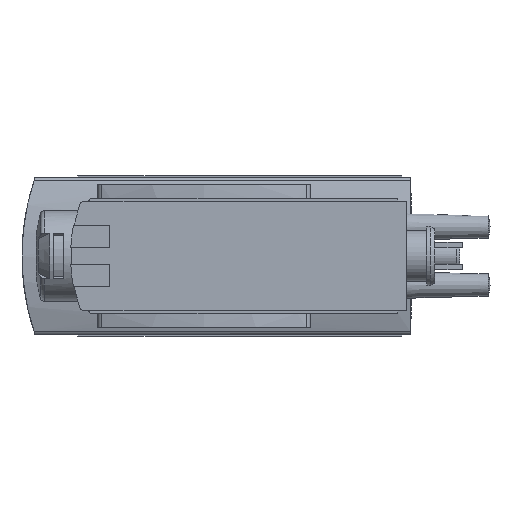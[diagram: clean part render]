
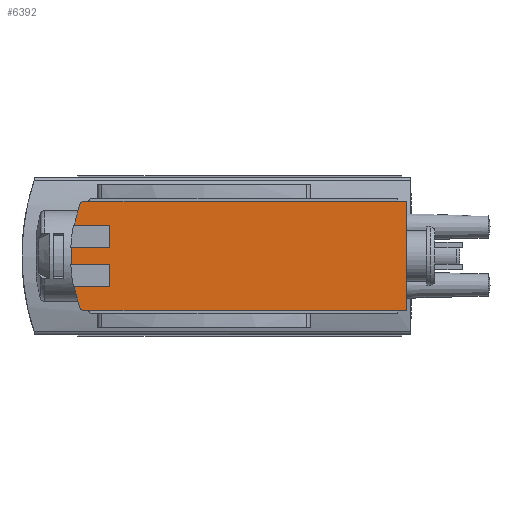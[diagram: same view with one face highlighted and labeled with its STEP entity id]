
A CAD part, left-side view. The second image highlights one B-rep face of the part: STEP entity #6392.
In plain terms, the highlighted face is planar.
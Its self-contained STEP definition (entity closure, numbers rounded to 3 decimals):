
#114=PLANE('',#6902);
#363=CIRCLE('',#6846,15.);
#365=CIRCLE('',#6848,15.);
#367=CIRCLE('',#6850,15.);
#399=CIRCLE('',#6903,0.5);
#400=CIRCLE('',#6904,0.5);
#777=LINE('',#10075,#1301);
#778=LINE('',#10077,#1302);
#779=LINE('',#10079,#1303);
#780=LINE('',#10080,#1304);
#781=LINE('',#10082,#1305);
#782=LINE('',#10084,#1306);
#783=LINE('',#10087,#1307);
#784=LINE('',#10089,#1308);
#785=LINE('',#10091,#1309);
#1301=VECTOR('',#7849,1000.);
#1302=VECTOR('',#7850,1000.);
#1303=VECTOR('',#7851,1000.);
#1304=VECTOR('',#7852,1000.);
#1305=VECTOR('',#7853,1000.);
#1306=VECTOR('',#7854,1000.);
#1307=VECTOR('',#7857,1000.);
#1308=VECTOR('',#7858,1000.);
#1309=VECTOR('',#7859,1000.);
#1954=ORIENTED_EDGE('',*,*,#3734,.F.);
#1955=ORIENTED_EDGE('',*,*,#3735,.F.);
#1956=ORIENTED_EDGE('',*,*,#3736,.F.);
#1957=ORIENTED_EDGE('',*,*,#3626,.F.);
#1958=ORIENTED_EDGE('',*,*,#3737,.F.);
#1959=ORIENTED_EDGE('',*,*,#3738,.F.);
#1960=ORIENTED_EDGE('',*,*,#3739,.F.);
#1961=ORIENTED_EDGE('',*,*,#3622,.F.);
#1962=ORIENTED_EDGE('',*,*,#3740,.F.);
#1963=ORIENTED_EDGE('',*,*,#3741,.F.);
#1964=ORIENTED_EDGE('',*,*,#3742,.F.);
#1965=ORIENTED_EDGE('',*,*,#3743,.F.);
#1966=ORIENTED_EDGE('',*,*,#3744,.F.);
#1967=ORIENTED_EDGE('',*,*,#3618,.F.);
#3618=EDGE_CURVE('',#4522,#4524,#363,.T.);
#3622=EDGE_CURVE('',#4527,#4528,#365,.T.);
#3626=EDGE_CURVE('',#4531,#4532,#367,.T.);
#3734=EDGE_CURVE('',#4616,#4522,#777,.T.);
#3735=EDGE_CURVE('',#4617,#4616,#778,.T.);
#3736=EDGE_CURVE('',#4532,#4617,#779,.T.);
#3737=EDGE_CURVE('',#4618,#4531,#780,.T.);
#3738=EDGE_CURVE('',#4619,#4618,#781,.T.);
#3739=EDGE_CURVE('',#4528,#4619,#782,.T.);
#3740=EDGE_CURVE('',#4620,#4527,#399,.T.);
#3741=EDGE_CURVE('',#4621,#4620,#783,.T.);
#3742=EDGE_CURVE('',#4622,#4621,#784,.T.);
#3743=EDGE_CURVE('',#4623,#4622,#785,.T.);
#3744=EDGE_CURVE('',#4524,#4623,#400,.T.);
#4522=VERTEX_POINT('',#9830);
#4524=VERTEX_POINT('',#9833);
#4527=VERTEX_POINT('',#9839);
#4528=VERTEX_POINT('',#9841);
#4531=VERTEX_POINT('',#9847);
#4532=VERTEX_POINT('',#9849);
#4616=VERTEX_POINT('',#10076);
#4617=VERTEX_POINT('',#10078);
#4618=VERTEX_POINT('',#10081);
#4619=VERTEX_POINT('',#10083);
#4620=VERTEX_POINT('',#10086);
#4621=VERTEX_POINT('',#10088);
#4622=VERTEX_POINT('',#10090);
#4623=VERTEX_POINT('',#10092);
#5158=EDGE_LOOP('',(#1954,#1955,#1956,#1957,#1958,#1959,#1960,#1961,#1962,
#1963,#1964,#1965,#1966,#1967));
#5729=FACE_BOUND('',#5158,.T.);
#6392=ADVANCED_FACE('',(#5729),#114,.F.);
#6846=AXIS2_PLACEMENT_3D('',#9832,#7662,#7663);
#6848=AXIS2_PLACEMENT_3D('',#9840,#7668,#7669);
#6850=AXIS2_PLACEMENT_3D('',#9848,#7674,#7675);
#6902=AXIS2_PLACEMENT_3D('',#10074,#7847,#7848);
#6903=AXIS2_PLACEMENT_3D('',#10085,#7855,#7856);
#6904=AXIS2_PLACEMENT_3D('',#10093,#7860,#7861);
#7662=DIRECTION('',(0.,0.,1.));
#7663=DIRECTION('',(1.,0.,0.));
#7668=DIRECTION('',(0.,0.,1.));
#7669=DIRECTION('',(1.,0.,0.));
#7674=DIRECTION('',(0.,0.,1.));
#7675=DIRECTION('',(1.,0.,0.));
#7847=DIRECTION('',(0.,0.,1.));
#7848=DIRECTION('',(1.,0.,0.));
#7849=DIRECTION('',(0.,1.,0.));
#7850=DIRECTION('',(-1.,0.,0.));
#7851=DIRECTION('',(0.,-1.,0.));
#7852=DIRECTION('',(0.,1.,0.));
#7853=DIRECTION('',(-1.,0.,0.));
#7854=DIRECTION('',(0.,-1.,0.));
#7855=DIRECTION('',(0.,0.,1.));
#7856=DIRECTION('',(1.,0.,0.));
#7857=DIRECTION('',(0.,1.,0.));
#7858=DIRECTION('',(1.,0.,0.));
#7859=DIRECTION('',(0.,-1.,0.));
#7860=DIRECTION('',(0.,0.,1.));
#7861=DIRECTION('',(1.,0.,0.));
#9830=CARTESIAN_POINT('',(-2.75,30.146,-23.2));
#9832=CARTESIAN_POINT('',(0.,15.4,-23.2));
#9833=CARTESIAN_POINT('',(-4.552,29.693,-23.2));
#9839=CARTESIAN_POINT('',(4.552,29.693,-23.2));
#9840=CARTESIAN_POINT('',(0.,15.4,-23.2));
#9841=CARTESIAN_POINT('',(2.75,30.146,-23.2));
#9847=CARTESIAN_POINT('',(0.75,30.381,-23.2));
#9848=CARTESIAN_POINT('',(0.,15.4,-23.2));
#9849=CARTESIAN_POINT('',(-0.75,30.381,-23.2));
#10074=CARTESIAN_POINT('',(-4.4,29.216,-23.2));
#10075=CARTESIAN_POINT('',(-2.75,29.216,-23.2));
#10076=CARTESIAN_POINT('',(-2.75,27.,-23.2));
#10077=CARTESIAN_POINT('',(-4.4,27.,-23.2));
#10078=CARTESIAN_POINT('',(-0.75,27.,-23.2));
#10079=CARTESIAN_POINT('',(-0.75,29.216,-23.2));
#10080=CARTESIAN_POINT('',(0.75,29.216,-23.2));
#10081=CARTESIAN_POINT('',(0.75,27.,-23.2));
#10082=CARTESIAN_POINT('',(-4.4,27.,-23.2));
#10083=CARTESIAN_POINT('',(2.75,27.,-23.2));
#10084=CARTESIAN_POINT('',(2.75,29.216,-23.2));
#10085=CARTESIAN_POINT('',(4.4,29.216,-23.2));
#10086=CARTESIAN_POINT('',(4.9,29.216,-23.2));
#10087=CARTESIAN_POINT('',(4.9,0.,-23.2));
#10088=CARTESIAN_POINT('',(4.9,0.4,-23.2));
#10089=CARTESIAN_POINT('',(-4.4,0.4,-23.2));
#10090=CARTESIAN_POINT('',(-4.9,0.4,-23.2));
#10091=CARTESIAN_POINT('',(-4.9,29.216,-23.2));
#10092=CARTESIAN_POINT('',(-4.9,29.216,-23.2));
#10093=CARTESIAN_POINT('',(-4.4,29.216,-23.2));
